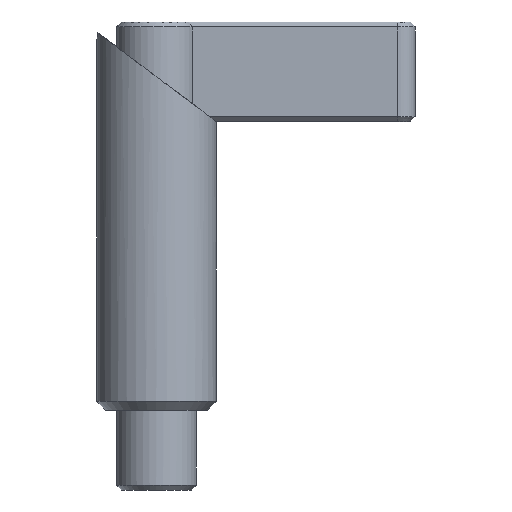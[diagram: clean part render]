
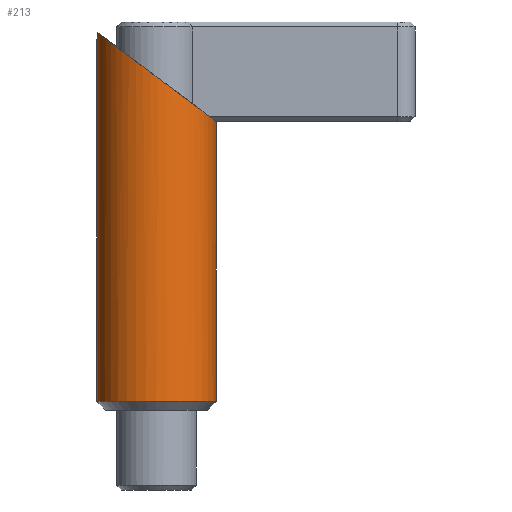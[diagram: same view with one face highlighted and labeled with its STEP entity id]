
A CAD part, front view. The second image highlights one B-rep face of the part: STEP entity #213.
In plain terms, the highlighted cylindrical face has radius 6 mm (diameter 12 mm), a partial arc.
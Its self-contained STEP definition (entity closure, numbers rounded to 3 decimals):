
#213=ADVANCED_FACE('',(#483),#484,.T.);
#223=VERTEX_POINT('',#496);
#235=EDGE_CURVE('',#307,#261,#508,.T.);
#261=VERTEX_POINT('',#534);
#293=EDGE_CURVE('',#307,#325,#570,.T.);
#307=VERTEX_POINT('',#585);
#325=VERTEX_POINT('',#606);
#375=EDGE_CURVE('',#391,#223,#665,.T.);
#377=EDGE_CURVE('',#391,#261,#667,.T.);
#381=EDGE_CURVE('',#325,#223,#671,.T.);
#391=VERTEX_POINT('',#683);
#483=FACE_OUTER_BOUND('',#792,.T.);
#484=CYLINDRICAL_SURFACE('',#793,6.0);
#496=CARTESIAN_POINT('',(-6.,0.,37.138));
#508=LINE('',#824,#825);
#534=CARTESIAN_POINT('',(6.0,0.,0.9));
#570=ELLIPSE('',#902,7.5,6.0);
#585=CARTESIAN_POINT('',(6.0,0.,29.0));
#606=CARTESIAN_POINT('',(-5.871,-1.236,37.904));
#665=LINE('',#1031,#1032);
#667=CIRCLE('',#1035,6.0);
#671=B_SPLINE_CURVE_WITH_KNOTS('',3,(#1042,#1043,#1044,#1045,#1046,#1047,#1048,#1049),.UNSPECIFIED.,.F.,.F.,(4,2,2,4),(0.61,1.044,1.566,2.087),.UNSPECIFIED.);
#683=CARTESIAN_POINT('',(-6.0,0.,0.9));
#792=EDGE_LOOP('',(#1172,#1173,#1174,#1175,#1176));
#793=AXIS2_PLACEMENT_3D('',#1177,#1178,#1179);
#824=CARTESIAN_POINT('',(6.0,0.,19.45));
#825=VECTOR('',#1201,1.0);
#902=AXIS2_PLACEMENT_3D('',#1256,#1257,#1258);
#1031=CARTESIAN_POINT('',(-6.0,0.,19.45));
#1032=VECTOR('',#1382,1.0);
#1035=AXIS2_PLACEMENT_3D('',#1383,#1384,#1385);
#1042=CARTESIAN_POINT('',(-5.871,-1.236,37.904));
#1043=CARTESIAN_POINT('',(-5.886,-1.168,37.767));
#1044=CARTESIAN_POINT('',(-5.903,-1.077,37.643));
#1045=CARTESIAN_POINT('',(-5.94,-0.854,37.42));
#1046=CARTESIAN_POINT('',(-5.962,-0.699,37.313));
#1047=CARTESIAN_POINT('',(-5.992,-0.359,37.172));
#1048=CARTESIAN_POINT('',(-6.,-0.174,37.138));
#1049=CARTESIAN_POINT('',(-6.,0.,37.138));
#1172=ORIENTED_EDGE('',*,*,#375,.F.);
#1173=ORIENTED_EDGE('',*,*,#377,.T.);
#1174=ORIENTED_EDGE('',*,*,#235,.F.);
#1175=ORIENTED_EDGE('',*,*,#293,.T.);
#1176=ORIENTED_EDGE('',*,*,#381,.T.);
#1177=CARTESIAN_POINT('',(0.,0.,19.45));
#1178=DIRECTION('',(0.,0.,-1.0));
#1179=DIRECTION('',(-1.0,0.,0.));
#1201=DIRECTION('',(0.,0.,-1.0));
#1256=CARTESIAN_POINT('',(0.,0.,33.5));
#1257=DIRECTION('',(-0.6,0.,-0.8));
#1258=DIRECTION('',(-0.8,0.,0.6));
#1382=DIRECTION('',(0.,0.,1.0));
#1383=CARTESIAN_POINT('',(0.,0.,0.9));
#1384=DIRECTION('',(0.,0.,1.0));
#1385=DIRECTION('',(-1.0,0.,0.));
